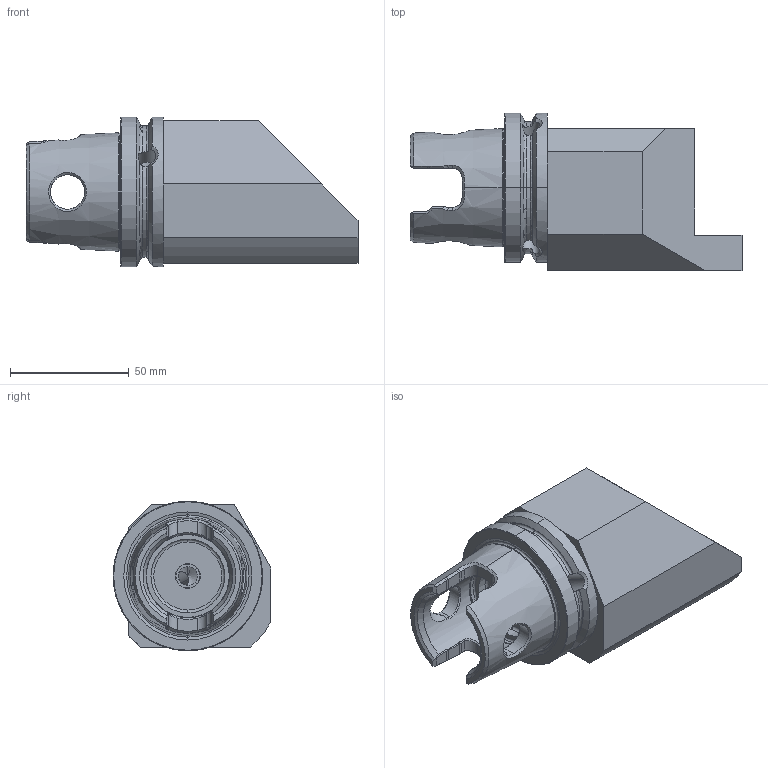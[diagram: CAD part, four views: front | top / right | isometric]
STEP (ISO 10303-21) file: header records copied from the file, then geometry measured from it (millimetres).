
FILE_DESCRIPTION (( 'STEP AP203' ), '1' );
FILE_NAME ('KY6.V20.R11.100.STEP', '2018-02-14T08:43:26', ( 'SWIAdmin' ), ( 'Hewlett-Packard Company' ), 'SwSTEP 2.0', 'SolidWorks 2017', '' );
FILE_SCHEMA (( 'CONFIG_CONTROL_DESIGN' ));
Length unit declared in the file: millimetre
Products named in the file (7): KY6-V20.R11.100_B; KU1-U12.003.010_A; KY6.V20.R11.100; KU1-U12.002.010_A; KU1-U12.002.010; DIN 3771 - 8x1.5; ISO 4026 - M12 x 25
Assembly tree (8 placements, depth 3):
  KY6.V20.R11.100
    KY6-V20.R11.100_B
    ISO 4026 - M12 x 25  x3
    KU1-U12.002.010
      KU1-U12.003.010_A
      KU1-U12.002.010_A
      DIN 3771 - 8x1.5
Bounding box: 139.95 x 66.47 x 62.95 mm (x, y, z)
Volume: 251970.9 mm3; surface area: 45020.3 mm2
Topology: 7 solids, 7 shells, 344 faces, 893 edges, 552 vertices
Faces by surface type: plane 110, cylinder 79, cone 74, bspline 53, torus 24, sphere 4
Entity records: 13293 total; most frequent: CARTESIAN_POINT 5372, ORIENTED_EDGE 1628, DIRECTION 1302, EDGE_CURVE 814, AXIS2_PLACEMENT_3D 519, VERTEX_POINT 509, EDGE_LOOP 331, FACE_OUTER_BOUND 314
